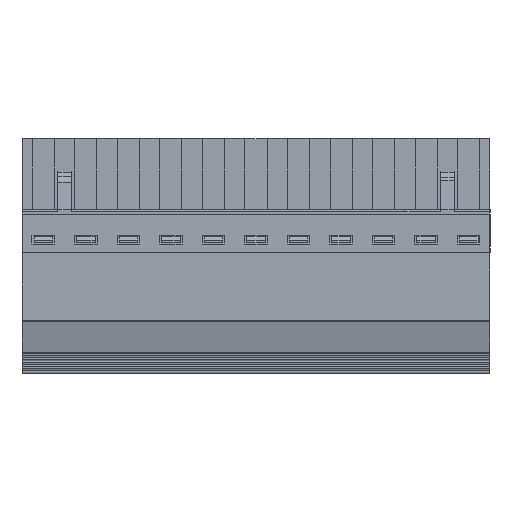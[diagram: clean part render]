
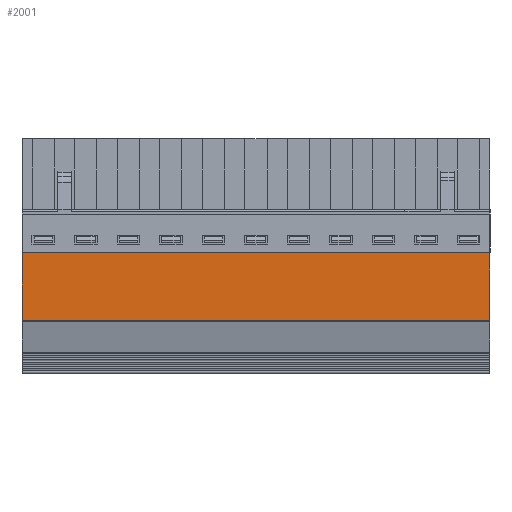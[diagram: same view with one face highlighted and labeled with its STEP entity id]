
A CAD part, front view. The second image highlights one B-rep face of the part: STEP entity #2001.
In plain terms, the highlighted planar face has unit normal (0, -1, 0).
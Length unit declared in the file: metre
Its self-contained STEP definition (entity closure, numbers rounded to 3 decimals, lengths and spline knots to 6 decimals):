
#2001=ADVANCED_FACE('',(#4183),#4184,.T.);
#4183=FACE_OUTER_BOUND('',#6421,.T.);
#4184=PLANE('',#6422);
#6421=EDGE_LOOP('',(#12056,#12057,#12058,#12059,#12060,#12061,#12062,#12063,#12064,#12065));
#6422=AXIS2_PLACEMENT_3D('',#12066,#12067,#12068);
#12056=ORIENTED_EDGE('',*,*,#12675,.T.);
#12057=ORIENTED_EDGE('',*,*,#14497,.T.);
#12058=ORIENTED_EDGE('',*,*,#14333,.F.);
#12059=ORIENTED_EDGE('',*,*,#14505,.T.);
#12060=ORIENTED_EDGE('',*,*,#14726,.T.);
#12061=ORIENTED_EDGE('',*,*,#14730,.T.);
#12062=ORIENTED_EDGE('',*,*,#14731,.F.);
#12063=ORIENTED_EDGE('',*,*,#12584,.F.);
#12064=ORIENTED_EDGE('',*,*,#12579,.T.);
#12065=ORIENTED_EDGE('',*,*,#14732,.T.);
#12066=CARTESIAN_POINT('',(-0.00195,-0.035437,-0.075199));
#12067=DIRECTION('',(0.,-1.0,0.));
#12068=DIRECTION('',(0.,0.,1.0));
#12579=EDGE_CURVE('',#14912,#14910,#14913,.T.);
#12584=EDGE_CURVE('',#14912,#14919,#14920,.T.);
#12675=EDGE_CURVE('',#15060,#15058,#15061,.T.);
#14333=EDGE_CURVE('',#17621,#17623,#17624,.T.);
#14497=EDGE_CURVE('',#15058,#17623,#17850,.T.);
#14505=EDGE_CURVE('',#17621,#17859,#17861,.T.);
#14726=EDGE_CURVE('',#17859,#18083,#18084,.T.);
#14730=EDGE_CURVE('',#18083,#18088,#18089,.T.);
#14731=EDGE_CURVE('',#14919,#18088,#18090,.T.);
#14732=EDGE_CURVE('',#14910,#15060,#18091,.T.);
#14910=VERTEX_POINT('',#18328);
#14912=VERTEX_POINT('',#18331);
#14913=LINE('',#18332,#18333);
#14919=VERTEX_POINT('',#18342);
#14920=LINE('',#18343,#18344);
#15058=VERTEX_POINT('',#18529);
#15060=VERTEX_POINT('',#18532);
#15061=LINE('',#18533,#18534);
#17621=VERTEX_POINT('',#22179);
#17623=VERTEX_POINT('',#22182);
#17624=LINE('',#22183,#22184);
#17850=LINE('',#22655,#22656);
#17859=VERTEX_POINT('',#22668);
#17861=LINE('',#22671,#22672);
#18083=VERTEX_POINT('',#22999);
#18084=LINE('',#23000,#23001);
#18088=VERTEX_POINT('',#23007);
#18089=LINE('',#23008,#23009);
#18090=LINE('',#23010,#23011);
#18091=LINE('',#23012,#23013);
#18328=CARTESIAN_POINT('',(-0.00195,-0.035437,-0.064424));
#18331=CARTESIAN_POINT('',(-0.001946,-0.035437,-0.064424));
#18332=CARTESIAN_POINT('',(-0.00195,-0.035437,-0.064424));
#18333=VECTOR('',#23196,1.0);
#18342=CARTESIAN_POINT('',(-0.001946,-0.035437,-0.067526));
#18343=CARTESIAN_POINT('',(-0.001946,-0.035437,-0.075199));
#18344=VECTOR('',#23200,1.0);
#18529=CARTESIAN_POINT('',(0.053052,-0.035437,-0.076626));
#18532=CARTESIAN_POINT('',(-0.00195,-0.035437,-0.076626));
#18533=CARTESIAN_POINT('',(0.062814,-0.035437,-0.076626));
#18534=VECTOR('',#23309,1.0);
#22179=CARTESIAN_POINT('',(0.051947,-0.035437,-0.067526));
#22182=CARTESIAN_POINT('',(0.053052,-0.035437,-0.067526));
#22183=CARTESIAN_POINT('',(-0.02695,-0.035437,-0.067526));
#22184=VECTOR('',#24937,1.0);
#22655=CARTESIAN_POINT('',(0.053052,-0.035437,-0.075199));
#22656=VECTOR('',#25047,1.0);
#22668=CARTESIAN_POINT('',(0.051947,-0.035437,-0.068613));
#22671=CARTESIAN_POINT('',(0.051947,-0.035437,-0.075199));
#22672=VECTOR('',#25055,1.0);
#22999=CARTESIAN_POINT('',(-0.000847,-0.035437,-0.068613));
#23000=CARTESIAN_POINT('',(-0.00195,-0.035437,-0.068613));
#23001=VECTOR('',#25167,1.0);
#23007=CARTESIAN_POINT('',(-0.000847,-0.035437,-0.067526));
#23008=CARTESIAN_POINT('',(-0.000847,-0.035437,-0.075199));
#23009=VECTOR('',#25170,1.0);
#23010=CARTESIAN_POINT('',(-0.00195,-0.035437,-0.067526));
#23011=VECTOR('',#25171,1.0);
#23012=CARTESIAN_POINT('',(-0.00195,-0.035437,-0.075199));
#23013=VECTOR('',#25172,1.0);
#23196=DIRECTION('',(-1.0,0.,0.));
#23200=DIRECTION('',(0.,0.,-1.0));
#23309=DIRECTION('',(1.0,0.,0.));
#24937=DIRECTION('',(1.0,0.,0.));
#25047=DIRECTION('',(0.,0.,1.0));
#25055=DIRECTION('',(0.,0.,-1.0));
#25167=DIRECTION('',(-1.0,0.,0.));
#25170=DIRECTION('',(0.,0.,1.0));
#25171=DIRECTION('',(1.0,0.,0.));
#25172=DIRECTION('',(0.,0.,-1.0));
